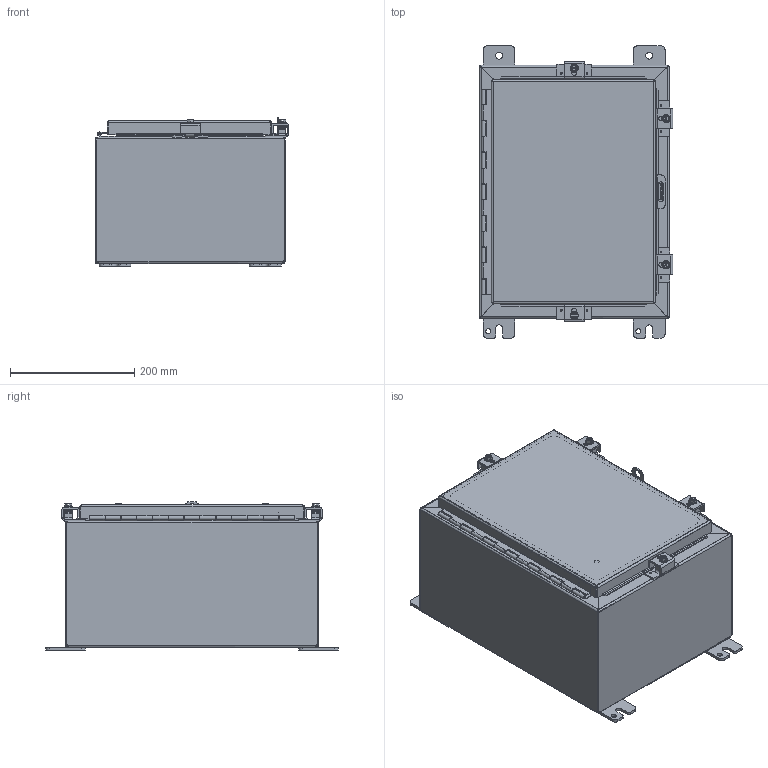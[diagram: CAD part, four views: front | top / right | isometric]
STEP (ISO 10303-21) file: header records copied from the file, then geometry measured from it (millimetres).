
FILE_DESCRIPTION(/* description */ ('ENCL,NEMA4,CS,(16X12X8)'),/* implementation_level */ '2;1');
FILE_NAME(/* name */ 'N4161208.stp',/* time_stamp */ '2022-02-22T07:47:44-06:00',/* author */ ('dnichola'),/* organization */ (''),/* preprocessor_version */ 'ST-DEVELOPER v18.1',/* originating_system */ 'Autodesk Inventor 2020',/* authorisation */ '');
FILE_SCHEMA (('AUTOMOTIVE_DESIGN { 1 0 10303 214 3 1 1 }'));
Length unit declared in the file: inch
Products named in the file (19): N4161208; 38420; 34840; N4161208BKP; 32911; FOAM IN PLACE; 38846; N41612LID; 328103; 328103T; 328103L; 328103P-1; 388116; HFW30825; HFW30825-1; HFW30825-2;  HFW30825-3; HFW30825-4; 30817
Assembly tree (30 placements, depth 3):
  N4161208
    34840  x4
    38420
    N4161208BKP
    32911
    FOAM IN PLACE
    38846
    N41612LID
    328103
      328103T
      328103L
      328103P-1
    388116  x4
    HFW30825  x4
      HFW30825-1
      HFW30825-2
       HFW30825-3
      HFW30825-4
    30817  x4
Bounding box: 310.69 x 469.9 x 239.02 mm (x, y, z)
Volume: 1122095.4 mm3; surface area: 1367263.8 mm2
Topology: 37 solids, 37 shells, 1183 faces, 2955 edges, 1916 vertices
Faces by surface type: plane 625, cylinder 393, bspline 95, torus 32, sphere 24, cone 14
Full cylindrical faces by diameter (mm): 2.794 x22, 2.921 x2, 3.048 x25, 3.967 x1, 5.359 x4, 6.35 x5, 7.137 x4, 7.95 x4, 8.382 x8, 8.56 x1, 8.89 x4, 11.125 x4, 12.7 x5, 13.208 x4, 15.875 x4
Entity records: 24978 total; most frequent: CARTESIAN_POINT 6538, DIRECTION 3631, ORIENTED_EDGE 3522, EDGE_CURVE 1761, AXIS2_PLACEMENT_3D 1255, LINE 1121, VECTOR 1121, VERTEX_POINT 1121
